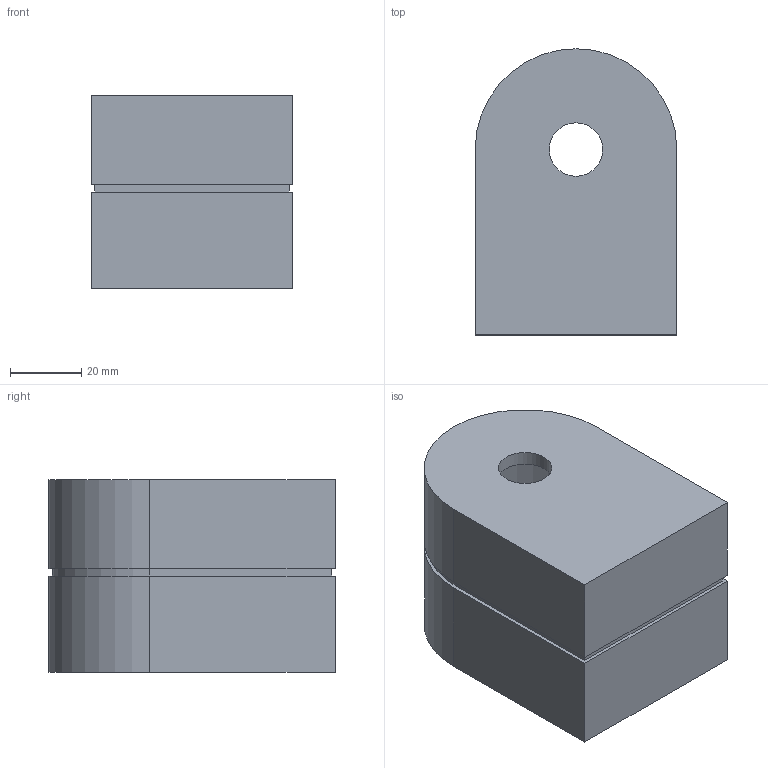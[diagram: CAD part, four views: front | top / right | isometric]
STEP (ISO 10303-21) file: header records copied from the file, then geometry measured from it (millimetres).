
FILE_DESCRIPTION(/* description */ (''),/* implementation_level */ '2;1');
FILE_NAME(/* name */ 'Pencil Sharpener Both Sides.step',/* time_stamp */ '2018-11-28T18:08:19-05:00',/* author */ ('nbrownXDDJA'),/* organization */ (''),/* preprocessor_version */ 'ST-DEVELOPER v17.2',/* originating_system */ 'Autodesk Translation Framework v7.6.0.251',/* authorisation */ '');
FILE_SCHEMA (('AUTOMOTIVE_DESIGN { 1 0 10303 214 3 1 1 }'));
Length unit declared in the file: millimetre
Products named in the file (1): Pencil Sharpener
Bounding box: 56.57 x 80.28 x 54 mm (x, y, z)
Volume: 48934.5 mm3; surface area: 38676.2 mm2
Topology: 2 solids, 2 shells, 51 faces, 130 edges, 86 vertices
Faces by surface type: plane 40, cylinder 11
Full cylindrical faces by diameter (mm): 15 x1
Entity records: 1573 total; most frequent: CARTESIAN_POINT 268, ORIENTED_EDGE 260, DIRECTION 259, EDGE_CURVE 130, LINE 105, VECTOR 105, VERTEX_POINT 86, AXIS2_PLACEMENT_3D 77
